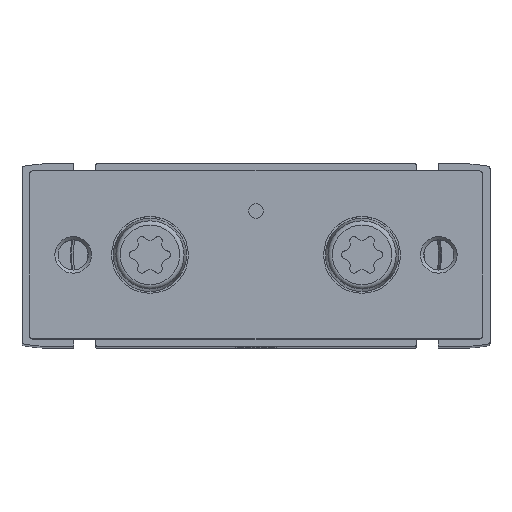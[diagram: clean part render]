
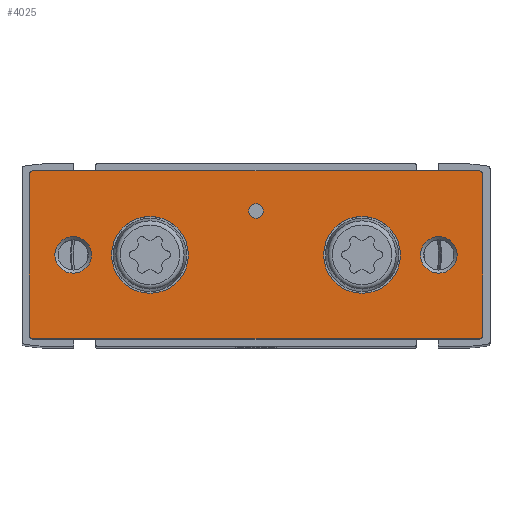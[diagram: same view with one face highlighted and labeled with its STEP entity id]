
A CAD part, top view. The second image highlights one B-rep face of the part: STEP entity #4025.
In plain terms, the highlighted planar face has unit normal (0, 0, 1).
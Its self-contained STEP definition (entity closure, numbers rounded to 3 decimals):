
#373=LINE('',#7441,#557);
#378=LINE('',#7455,#562);
#382=LINE('',#7471,#566);
#386=LINE('',#7483,#570);
#557=VECTOR('',#6118,1000.);
#562=VECTOR('',#6131,1000.);
#566=VECTOR('',#6147,1000.);
#570=VECTOR('',#6159,1000.);
#1251=ORIENTED_EDGE('',*,*,#1994,.T.);
#1252=ORIENTED_EDGE('',*,*,#1995,.T.);
#1253=ORIENTED_EDGE('',*,*,#1996,.T.);
#1254=ORIENTED_EDGE('',*,*,#1997,.T.);
#1255=ORIENTED_EDGE('',*,*,#1998,.T.);
#1256=ORIENTED_EDGE('',*,*,#1970,.T.);
#1257=ORIENTED_EDGE('',*,*,#1974,.T.);
#1258=ORIENTED_EDGE('',*,*,#1977,.T.);
#1259=ORIENTED_EDGE('',*,*,#1980,.T.);
#1260=ORIENTED_EDGE('',*,*,#1985,.T.);
#1261=ORIENTED_EDGE('',*,*,#1988,.T.);
#1262=ORIENTED_EDGE('',*,*,#1991,.T.);
#1263=ORIENTED_EDGE('',*,*,#1993,.T.);
#1970=EDGE_CURVE('',#2424,#2423,#373,.T.);
#1974=EDGE_CURVE('',#2423,#2426,#2756,.T.);
#1977=EDGE_CURVE('',#2426,#2428,#378,.T.);
#1980=EDGE_CURVE('',#2428,#2430,#2758,.T.);
#1985=EDGE_CURVE('',#2430,#2434,#382,.T.);
#1988=EDGE_CURVE('',#2434,#2436,#2762,.T.);
#1991=EDGE_CURVE('',#2436,#2438,#386,.T.);
#1993=EDGE_CURVE('',#2438,#2424,#2764,.T.);
#1994=EDGE_CURVE('',#2439,#2439,#2765,.T.);
#1995=EDGE_CURVE('',#2440,#2440,#2766,.T.);
#1996=EDGE_CURVE('',#2441,#2441,#2767,.T.);
#1997=EDGE_CURVE('',#2442,#2442,#2768,.T.);
#1998=EDGE_CURVE('',#2443,#2443,#2769,.T.);
#2423=VERTEX_POINT('',#7440);
#2424=VERTEX_POINT('',#7442);
#2426=VERTEX_POINT('',#7448);
#2428=VERTEX_POINT('',#7454);
#2430=VERTEX_POINT('',#7460);
#2434=VERTEX_POINT('',#7470);
#2436=VERTEX_POINT('',#7476);
#2438=VERTEX_POINT('',#7482);
#2439=VERTEX_POINT('',#7489);
#2440=VERTEX_POINT('',#7491);
#2441=VERTEX_POINT('',#7493);
#2442=VERTEX_POINT('',#7495);
#2443=VERTEX_POINT('',#7497);
#2756=CIRCLE('',#5061,0.5);
#2758=CIRCLE('',#5065,0.5);
#2762=CIRCLE('',#5071,0.5);
#2764=CIRCLE('',#5075,0.5);
#2765=CIRCLE('',#5077,5.25);
#2766=CIRCLE('',#5078,5.25);
#2767=CIRCLE('',#5079,1.);
#2768=CIRCLE('',#5080,2.5);
#2769=CIRCLE('',#5081,2.5);
#3127=EDGE_LOOP('',(#1251));
#3128=EDGE_LOOP('',(#1252));
#3129=EDGE_LOOP('',(#1253));
#3130=EDGE_LOOP('',(#1254));
#3131=EDGE_LOOP('',(#1255));
#3132=EDGE_LOOP('',(#1256,#1257,#1258,#1259,#1260,#1261,#1262,#1263));
#3575=FACE_BOUND('',#3127,.T.);
#3576=FACE_BOUND('',#3128,.T.);
#3577=FACE_BOUND('',#3129,.T.);
#3578=FACE_BOUND('',#3130,.T.);
#3579=FACE_BOUND('',#3131,.T.);
#3580=FACE_BOUND('',#3132,.T.);
#3811=PLANE('',#5076);
#4025=ADVANCED_FACE('',(#3575,#3576,#3577,#3578,#3579,#3580),#3811,.T.);
#5061=AXIS2_PLACEMENT_3D('',#7449,#6125,#6126);
#5065=AXIS2_PLACEMENT_3D('',#7461,#6137,#6138);
#5071=AXIS2_PLACEMENT_3D('',#7477,#6153,#6154);
#5075=AXIS2_PLACEMENT_3D('',#7486,#6164,#6165);
#5076=AXIS2_PLACEMENT_3D('',#7487,#6166,#6167);
#5077=AXIS2_PLACEMENT_3D('',#7488,#6168,#6169);
#5078=AXIS2_PLACEMENT_3D('',#7490,#6170,#6171);
#5079=AXIS2_PLACEMENT_3D('',#7492,#6172,#6173);
#5080=AXIS2_PLACEMENT_3D('',#7494,#6174,#6175);
#5081=AXIS2_PLACEMENT_3D('',#7496,#6176,#6177);
#6118=DIRECTION('',(0.,-1.,0.));
#6125=DIRECTION('',(0.,0.,1.));
#6126=DIRECTION('',(1.,0.,0.));
#6131=DIRECTION('',(1.,0.,0.));
#6137=DIRECTION('',(0.,0.,1.));
#6138=DIRECTION('',(1.,0.,0.));
#6147=DIRECTION('',(0.,1.,0.));
#6153=DIRECTION('',(0.,0.,1.));
#6154=DIRECTION('',(1.,0.,0.));
#6159=DIRECTION('',(-1.,0.,0.));
#6164=DIRECTION('',(0.,0.,1.));
#6165=DIRECTION('',(1.,0.,0.));
#6166=DIRECTION('',(0.,0.,1.));
#6167=DIRECTION('',(1.,0.,0.));
#6168=DIRECTION('',(0.,0.,-1.));
#6169=DIRECTION('',(-1.,0.,0.));
#6170=DIRECTION('',(0.,0.,-1.));
#6171=DIRECTION('',(-1.,0.,0.));
#6172=DIRECTION('',(0.,0.,-1.));
#6173=DIRECTION('',(-1.,0.,0.));
#6174=DIRECTION('',(0.,0.,-1.));
#6175=DIRECTION('',(-1.,0.,0.));
#6176=DIRECTION('',(0.,0.,-1.));
#6177=DIRECTION('',(-1.,0.,0.));
#7440=CARTESIAN_POINT('',(-11.5,-30.5,12.));
#7441=CARTESIAN_POINT('',(-11.5,30.5,12.));
#7442=CARTESIAN_POINT('',(-11.5,30.5,12.));
#7448=CARTESIAN_POINT('',(-11.,-31.,12.));
#7449=CARTESIAN_POINT('',(-11.,-30.5,12.));
#7454=CARTESIAN_POINT('',(11.,-31.,12.));
#7455=CARTESIAN_POINT('',(-11.,-31.,12.));
#7460=CARTESIAN_POINT('',(11.5,-30.5,12.));
#7461=CARTESIAN_POINT('',(11.,-30.5,12.));
#7470=CARTESIAN_POINT('',(11.5,30.5,12.));
#7471=CARTESIAN_POINT('',(11.5,-30.5,12.));
#7476=CARTESIAN_POINT('',(11.,31.,12.));
#7477=CARTESIAN_POINT('',(11.,30.5,12.));
#7482=CARTESIAN_POINT('',(-11.,31.,12.));
#7483=CARTESIAN_POINT('',(11.,31.,12.));
#7486=CARTESIAN_POINT('',(-11.,30.5,12.));
#7487=CARTESIAN_POINT('',(-11.,-30.5,12.));
#7488=CARTESIAN_POINT('',(0.,-14.5,12.));
#7489=CARTESIAN_POINT('',(-5.25,-14.5,12.));
#7490=CARTESIAN_POINT('',(0.,14.5,12.));
#7491=CARTESIAN_POINT('',(-5.25,14.5,12.));
#7492=CARTESIAN_POINT('',(6.,0.,12.));
#7493=CARTESIAN_POINT('',(5.,0.,12.));
#7494=CARTESIAN_POINT('',(0.,-25.,12.));
#7495=CARTESIAN_POINT('',(-2.5,-25.,12.));
#7496=CARTESIAN_POINT('',(0.,25.,12.));
#7497=CARTESIAN_POINT('',(-2.5,25.,12.));
